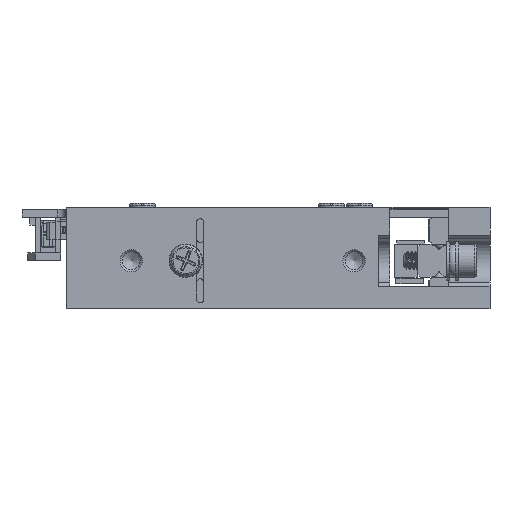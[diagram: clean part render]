
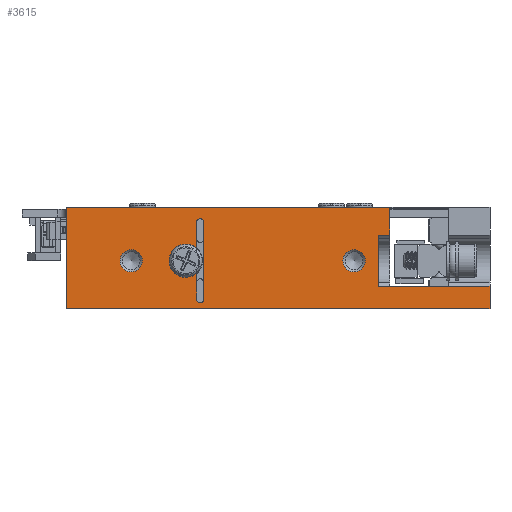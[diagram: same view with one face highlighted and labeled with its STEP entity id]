
A CAD part, left-side view. The second image highlights one B-rep face of the part: STEP entity #3615.
In plain terms, the highlighted planar face has unit normal (-1, 0, 0).
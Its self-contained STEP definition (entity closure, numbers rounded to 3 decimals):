
#995=PLANE('',#55888);
#3247=FACE_BOUND('',#9376,.T.);
#3248=FACE_BOUND('',#9377,.T.);
#3249=FACE_BOUND('',#9378,.T.);
#3250=FACE_BOUND('',#9379,.T.);
#3615=ADVANCED_FACE('',(#3247,#3248,#3249,#3250),#995,.F.);
#9376=EDGE_LOOP('',(#26388));
#9377=EDGE_LOOP('',(#26389));
#9378=EDGE_LOOP('',(#26390,#26391,#26392,#26393,#26394,#26395));
#9379=EDGE_LOOP('',(#26396,#26397,#26398,#26399,#26400,#26401,#26402,#26403,
#26404,#26405,#26406,#26407));
#12304=LINE('',#73935,#19235);
#12305=LINE('',#73940,#19236);
#12306=LINE('',#73944,#19237);
#12307=LINE('',#73947,#19238);
#12308=LINE('',#73950,#19239);
#12309=LINE('',#73952,#19240);
#12310=LINE('',#73954,#19241);
#12311=LINE('',#73956,#19242);
#12312=LINE('',#73958,#19243);
#12313=LINE('',#73960,#19244);
#12314=LINE('',#73962,#19245);
#12315=LINE('',#73964,#19246);
#12316=LINE('',#73966,#19247);
#12317=LINE('',#73968,#19248);
#12318=LINE('',#73970,#19249);
#19235=VECTOR('',#59761,1.);
#19236=VECTOR('',#59764,1.);
#19237=VECTOR('',#59767,1.);
#19238=VECTOR('',#59770,1.);
#19239=VECTOR('',#59771,1.);
#19240=VECTOR('',#59772,1.);
#19241=VECTOR('',#59773,1.);
#19242=VECTOR('',#59774,1.);
#19243=VECTOR('',#59775,1.);
#19244=VECTOR('',#59776,1.);
#19245=VECTOR('',#59777,1.);
#19246=VECTOR('',#59778,1.);
#19247=VECTOR('',#59779,1.);
#19248=VECTOR('',#59780,1.);
#19249=VECTOR('',#59781,1.);
#26388=ORIENTED_EDGE('',*,*,#47156,.T.);
#26389=ORIENTED_EDGE('',*,*,#47157,.T.);
#26390=ORIENTED_EDGE('',*,*,#47158,.F.);
#26391=ORIENTED_EDGE('',*,*,#47159,.T.);
#26392=ORIENTED_EDGE('',*,*,#47160,.F.);
#26393=ORIENTED_EDGE('',*,*,#47161,.F.);
#26394=ORIENTED_EDGE('',*,*,#47162,.F.);
#26395=ORIENTED_EDGE('',*,*,#47163,.F.);
#26396=ORIENTED_EDGE('',*,*,#47164,.F.);
#26397=ORIENTED_EDGE('',*,*,#47165,.T.);
#26398=ORIENTED_EDGE('',*,*,#47166,.F.);
#26399=ORIENTED_EDGE('',*,*,#47167,.F.);
#26400=ORIENTED_EDGE('',*,*,#47168,.T.);
#26401=ORIENTED_EDGE('',*,*,#47169,.T.);
#26402=ORIENTED_EDGE('',*,*,#47170,.T.);
#26403=ORIENTED_EDGE('',*,*,#47171,.T.);
#26404=ORIENTED_EDGE('',*,*,#47172,.T.);
#26405=ORIENTED_EDGE('',*,*,#47173,.F.);
#26406=ORIENTED_EDGE('',*,*,#47174,.T.);
#26407=ORIENTED_EDGE('',*,*,#47175,.T.);
#41910=VERTEX_POINT('',#73932);
#41911=VERTEX_POINT('',#73934);
#41912=VERTEX_POINT('',#73936);
#41913=VERTEX_POINT('',#73937);
#41914=VERTEX_POINT('',#73939);
#41915=VERTEX_POINT('',#73941);
#41916=VERTEX_POINT('',#73943);
#41917=VERTEX_POINT('',#73945);
#41918=VERTEX_POINT('',#73948);
#41919=VERTEX_POINT('',#73949);
#41920=VERTEX_POINT('',#73951);
#41921=VERTEX_POINT('',#73953);
#41922=VERTEX_POINT('',#73955);
#41923=VERTEX_POINT('',#73957);
#41924=VERTEX_POINT('',#73959);
#41925=VERTEX_POINT('',#73961);
#41926=VERTEX_POINT('',#73963);
#41927=VERTEX_POINT('',#73965);
#41928=VERTEX_POINT('',#73967);
#41929=VERTEX_POINT('',#73969);
#47156=EDGE_CURVE('',#41910,#41910,#54931,.T.);
#47157=EDGE_CURVE('',#41911,#41911,#54932,.T.);
#47158=EDGE_CURVE('',#41912,#41913,#12304,.T.);
#47159=EDGE_CURVE('',#41912,#41914,#54933,.T.);
#47160=EDGE_CURVE('',#41915,#41914,#12305,.T.);
#47161=EDGE_CURVE('',#41916,#41915,#54934,.T.);
#47162=EDGE_CURVE('',#41917,#41916,#12306,.T.);
#47163=EDGE_CURVE('',#41913,#41917,#54935,.T.);
#47164=EDGE_CURVE('',#41918,#41919,#12307,.T.);
#47165=EDGE_CURVE('',#41918,#41920,#12308,.T.);
#47166=EDGE_CURVE('',#41921,#41920,#12309,.T.);
#47167=EDGE_CURVE('',#41922,#41921,#12310,.T.);
#47168=EDGE_CURVE('',#41922,#41923,#12311,.T.);
#47169=EDGE_CURVE('',#41923,#41924,#12312,.T.);
#47170=EDGE_CURVE('',#41924,#41925,#12313,.T.);
#47171=EDGE_CURVE('',#41925,#41926,#12314,.T.);
#47172=EDGE_CURVE('',#41926,#41927,#12315,.T.);
#47173=EDGE_CURVE('',#41928,#41927,#12316,.T.);
#47174=EDGE_CURVE('',#41928,#41929,#12317,.T.);
#47175=EDGE_CURVE('',#41929,#41919,#12318,.T.);
#54931=CIRCLE('',#55883,1.);
#54932=CIRCLE('',#55884,1.);
#54933=CIRCLE('',#55885,1.);
#54934=CIRCLE('',#55886,0.325);
#54935=CIRCLE('',#55887,0.325);
#55883=AXIS2_PLACEMENT_3D('',#73931,#59757,#59758);
#55884=AXIS2_PLACEMENT_3D('',#73933,#59759,#59760);
#55885=AXIS2_PLACEMENT_3D('',#73938,#59762,#59763);
#55886=AXIS2_PLACEMENT_3D('',#73942,#59765,#59766);
#55887=AXIS2_PLACEMENT_3D('',#73946,#59768,#59769);
#55888=AXIS2_PLACEMENT_3D('',#73971,#59782,#59783);
#59757=DIRECTION('',(1.,0.,0.));
#59758=DIRECTION('',(0.,1.,0.));
#59759=DIRECTION('',(1.,0.,0.));
#59760=DIRECTION('',(0.,1.,0.));
#59761=DIRECTION('',(0.,0.,-1.));
#59762=DIRECTION('',(1.,0.,0.));
#59763=DIRECTION('',(0.,1.,0.));
#59764=DIRECTION('',(0.,0.,-1.));
#59765=DIRECTION('',(-1.,0.,0.));
#59766=DIRECTION('',(0.,0.,1.));
#59767=DIRECTION('',(0.,0.,1.));
#59768=DIRECTION('',(-1.,0.,0.));
#59769=DIRECTION('',(0.,0.,1.));
#59770=DIRECTION('',(0.,0.,-1.));
#59771=DIRECTION('',(0.,1.,0.));
#59772=DIRECTION('',(0.,0.,1.));
#59773=DIRECTION('',(0.,-1.,0.));
#59774=DIRECTION('',(0.,0.,1.));
#59775=DIRECTION('',(0.,1.,0.));
#59776=DIRECTION('',(0.,0.,1.));
#59777=DIRECTION('',(0.,-1.,0.));
#59778=DIRECTION('',(0.,0.,1.));
#59779=DIRECTION('',(0.,-1.,0.));
#59780=DIRECTION('',(0.,0.,-1.));
#59781=DIRECTION('',(0.,-1.,0.));
#59782=DIRECTION('',(1.,0.,0.));
#59783=DIRECTION('',(0.,1.,0.));
#73931=CARTESIAN_POINT('',(-15.,12.2,4.3));
#73932=CARTESIAN_POINT('',(-15.,13.2,4.3));
#73933=CARTESIAN_POINT('',(-15.,32.2,4.3));
#73934=CARTESIAN_POINT('',(-15.,33.2,4.3));
#73935=CARTESIAN_POINT('',(-15.,26.325,2.35));
#73936=CARTESIAN_POINT('',(-15.,26.325,4.078));
#73937=CARTESIAN_POINT('',(-15.,26.325,0.85));
#73938=CARTESIAN_POINT('',(-15.,27.3,4.3));
#73939=CARTESIAN_POINT('',(-15.,26.325,4.522));
#73940=CARTESIAN_POINT('',(-15.,26.325,2.35));
#73941=CARTESIAN_POINT('',(-15.,26.325,7.75));
#73942=CARTESIAN_POINT('',(-15.,26.,7.75));
#73943=CARTESIAN_POINT('',(-15.,25.675,7.75));
#73944=CARTESIAN_POINT('',(-15.,25.675,0.85));
#73945=CARTESIAN_POINT('',(-15.,25.675,0.85));
#73946=CARTESIAN_POINT('',(-15.,26.,0.85));
#73947=CARTESIAN_POINT('',(-15.,0.,9.1));
#73948=CARTESIAN_POINT('',(-15.,0.,2.009));
#73949=CARTESIAN_POINT('',(-15.,0.,0.));
#73950=CARTESIAN_POINT('',(-15.,3.7,2.009));
#73951=CARTESIAN_POINT('',(-15.,3.7,2.009));
#73952=CARTESIAN_POINT('',(-15.,3.7,2.));
#73953=CARTESIAN_POINT('',(-15.,3.7,2.));
#73954=CARTESIAN_POINT('',(-15.,9.,2.));
#73955=CARTESIAN_POINT('',(-15.,9.,2.));
#73956=CARTESIAN_POINT('',(-15.,9.,2.));
#73957=CARTESIAN_POINT('',(-15.,9.,2.009));
#73958=CARTESIAN_POINT('',(-15.,10.,2.009));
#73959=CARTESIAN_POINT('',(-15.,10.,2.009));
#73960=CARTESIAN_POINT('',(-15.,10.,2.3));
#73961=CARTESIAN_POINT('',(-15.,10.,6.591));
#73962=CARTESIAN_POINT('',(-15.,9.,6.591));
#73963=CARTESIAN_POINT('',(-15.,9.,6.591));
#73964=CARTESIAN_POINT('',(-15.,9.,2.));
#73965=CARTESIAN_POINT('',(-15.,9.,9.1));
#73966=CARTESIAN_POINT('',(-15.,38.,9.1));
#73967=CARTESIAN_POINT('',(-15.,38.,9.1));
#73968=CARTESIAN_POINT('',(-15.,38.,9.1));
#73969=CARTESIAN_POINT('',(-15.,38.,0.));
#73970=CARTESIAN_POINT('',(-15.,38.,0.));
#73971=CARTESIAN_POINT('',(-15.,38.,9.1));
